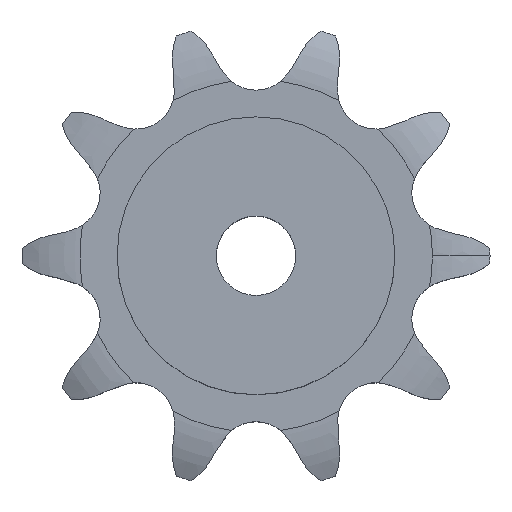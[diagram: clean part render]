
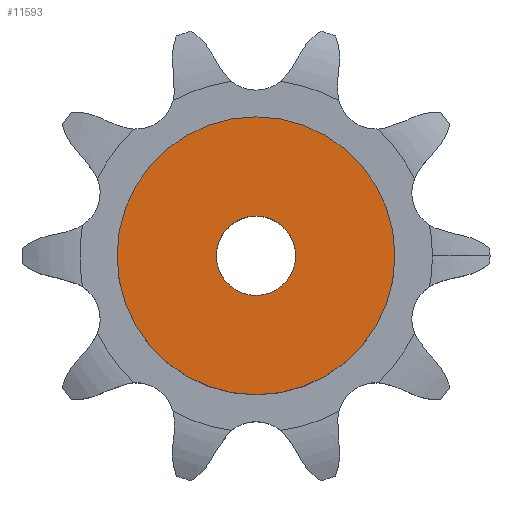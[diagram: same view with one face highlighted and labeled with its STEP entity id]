
A CAD part, top view. The second image highlights one B-rep face of the part: STEP entity #11593.
In plain terms, the highlighted planar face has unit normal (0, 0, 1).
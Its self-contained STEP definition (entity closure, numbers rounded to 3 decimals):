
#1974 = CYLINDRICAL_SURFACE('',#1975,35.);
#1975 = AXIS2_PLACEMENT_3D('',#1976,#1977,#1978);
#1976 = CARTESIAN_POINT('',(0.,0.,0.));
#1977 = DIRECTION('',(-0.,-0.,-1.));
#1978 = DIRECTION('',(1.,0.,0.));
#7540 = VERTEX_POINT('',#7541);
#7541 = CARTESIAN_POINT('',(35.,0.,40.));
#7562 = EDGE_CURVE('',#7540,#7540,#7563,.T.);
#7563 = SURFACE_CURVE('',#7564,(#7569,#7576),.PCURVE_S1.);
#7564 = CIRCLE('',#7565,35.);
#7565 = AXIS2_PLACEMENT_3D('',#7566,#7567,#7568);
#7566 = CARTESIAN_POINT('',(0.,0.,40.));
#7567 = DIRECTION('',(0.,0.,1.));
#7568 = DIRECTION('',(1.,0.,0.));
#7569 = PCURVE('',#1974,#7570);
#7570 = DEFINITIONAL_REPRESENTATION('',(#7571),#7575);
#7571 = LINE('',#7572,#7573);
#7572 = CARTESIAN_POINT('',(-0.,-40.));
#7573 = VECTOR('',#7574,1.);
#7574 = DIRECTION('',(-1.,0.));
#7575 = ( GEOMETRIC_REPRESENTATION_CONTEXT(2) 
PARAMETRIC_REPRESENTATION_CONTEXT() REPRESENTATION_CONTEXT('2D SPACE',''
  ) );
#7576 = PCURVE('',#7577,#7582);
#7577 = PLANE('',#7578);
#7578 = AXIS2_PLACEMENT_3D('',#7579,#7580,#7581);
#7579 = CARTESIAN_POINT('',(0.,0.,40.));
#7580 = DIRECTION('',(0.,0.,1.));
#7581 = DIRECTION('',(1.,0.,0.));
#7582 = DEFINITIONAL_REPRESENTATION('',(#7583),#7587);
#7583 = CIRCLE('',#7584,35.);
#7584 = AXIS2_PLACEMENT_2D('',#7585,#7586);
#7585 = CARTESIAN_POINT('',(0.,0.));
#7586 = DIRECTION('',(1.,0.));
#7587 = ( GEOMETRIC_REPRESENTATION_CONTEXT(2) 
PARAMETRIC_REPRESENTATION_CONTEXT() REPRESENTATION_CONTEXT('2D SPACE',''
  ) );
#10034 = CYLINDRICAL_SURFACE('',#10035,10.);
#10035 = AXIS2_PLACEMENT_3D('',#10036,#10037,#10038);
#10036 = CARTESIAN_POINT('',(0.,0.,197.414));
#10037 = DIRECTION('',(0.,0.,1.));
#10038 = DIRECTION('',(1.,0.,0.));
#11593 = ADVANCED_FACE('',(#11594,#11597),#7577,.T.);
#11594 = FACE_BOUND('',#11595,.T.);
#11595 = EDGE_LOOP('',(#11596));
#11596 = ORIENTED_EDGE('',*,*,#7562,.T.);
#11597 = FACE_BOUND('',#11598,.T.);
#11598 = EDGE_LOOP('',(#11599));
#11599 = ORIENTED_EDGE('',*,*,#11600,.F.);
#11600 = EDGE_CURVE('',#11601,#11601,#11603,.T.);
#11601 = VERTEX_POINT('',#11602);
#11602 = CARTESIAN_POINT('',(10.,0.,40.));
#11603 = SURFACE_CURVE('',#11604,(#11609,#11616),.PCURVE_S1.);
#11604 = CIRCLE('',#11605,10.);
#11605 = AXIS2_PLACEMENT_3D('',#11606,#11607,#11608);
#11606 = CARTESIAN_POINT('',(0.,0.,40.));
#11607 = DIRECTION('',(0.,0.,1.));
#11608 = DIRECTION('',(1.,0.,0.));
#11609 = PCURVE('',#7577,#11610);
#11610 = DEFINITIONAL_REPRESENTATION('',(#11611),#11615);
#11611 = CIRCLE('',#11612,10.);
#11612 = AXIS2_PLACEMENT_2D('',#11613,#11614);
#11613 = CARTESIAN_POINT('',(0.,0.));
#11614 = DIRECTION('',(1.,0.));
#11615 = ( GEOMETRIC_REPRESENTATION_CONTEXT(2) 
PARAMETRIC_REPRESENTATION_CONTEXT() REPRESENTATION_CONTEXT('2D SPACE',''
  ) );
#11616 = PCURVE('',#10034,#11617);
#11617 = DEFINITIONAL_REPRESENTATION('',(#11618),#11622);
#11618 = LINE('',#11619,#11620);
#11619 = CARTESIAN_POINT('',(0.,-157.414));
#11620 = VECTOR('',#11621,1.);
#11621 = DIRECTION('',(1.,0.));
#11622 = ( GEOMETRIC_REPRESENTATION_CONTEXT(2) 
PARAMETRIC_REPRESENTATION_CONTEXT() REPRESENTATION_CONTEXT('2D SPACE',''
  ) );
